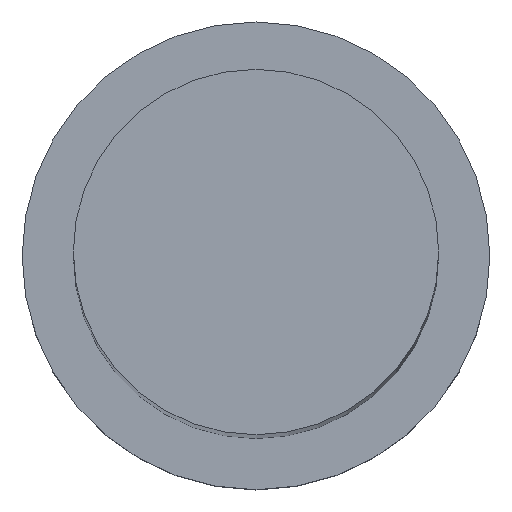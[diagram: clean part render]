
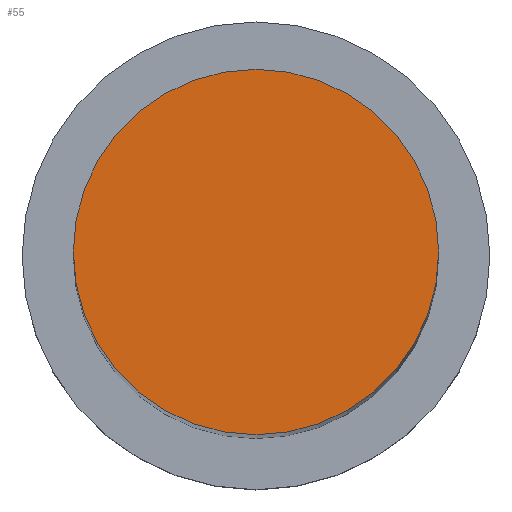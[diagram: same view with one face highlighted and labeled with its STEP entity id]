
A CAD part, top view. The second image highlights one B-rep face of the part: STEP entity #55.
In plain terms, the highlighted planar face has unit normal (0, 0, 1).
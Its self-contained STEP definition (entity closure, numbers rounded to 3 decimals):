
#2 = DIRECTION ( 'NONE',  ( 0., 0., 1. ) ) ;
#19 = CIRCLE ( 'NONE', #163, 12.5 ) ;
#39 = VERTEX_POINT ( 'NONE', #133 ) ;
#41 = CARTESIAN_POINT ( 'NONE',  ( 0., 0., 160. ) ) ;
#52 = CIRCLE ( 'NONE', #86, 12.5 ) ;
#55 = ADVANCED_FACE ( 'NONE', ( #254 ), #104, .T. ) ;
#78 = ORIENTED_EDGE ( 'NONE', *, *, #85, .T. ) ;
#80 = DIRECTION ( 'NONE',  ( 1., 0., 0. ) ) ;
#85 = EDGE_CURVE ( 'NONE', #39, #127, #19, .T. ) ;
#86 = AXIS2_PLACEMENT_3D ( 'NONE', #139, #212, #80 ) ;
#89 = EDGE_CURVE ( 'NONE', #127, #39, #52, .T. ) ;
#93 = EDGE_LOOP ( 'NONE', ( #78, #110 ) ) ;
#104 = PLANE ( 'NONE',  #227 ) ;
#110 = ORIENTED_EDGE ( 'NONE', *, *, #89, .T. ) ;
#118 = CARTESIAN_POINT ( 'NONE',  ( 12.5, 0., 160. ) ) ;
#127 = VERTEX_POINT ( 'NONE', #118 ) ;
#133 = CARTESIAN_POINT ( 'NONE',  ( -12.5, 0., 160. ) ) ;
#134 = DIRECTION ( 'NONE',  ( 0., 0., 1. ) ) ;
#139 = CARTESIAN_POINT ( 'NONE',  ( 0., 0., 160. ) ) ;
#159 = CARTESIAN_POINT ( 'NONE',  ( 0., 0., 160. ) ) ;
#163 = AXIS2_PLACEMENT_3D ( 'NONE', #41, #134, #199 ) ;
#179 = DIRECTION ( 'NONE',  ( 1., 0., 0. ) ) ;
#199 = DIRECTION ( 'NONE',  ( 1., 0., 0. ) ) ;
#212 = DIRECTION ( 'NONE',  ( 0., 0., 1. ) ) ;
#227 = AXIS2_PLACEMENT_3D ( 'NONE', #159, #2, #179 ) ;
#254 = FACE_OUTER_BOUND ( 'NONE', #93, .T. ) ;
